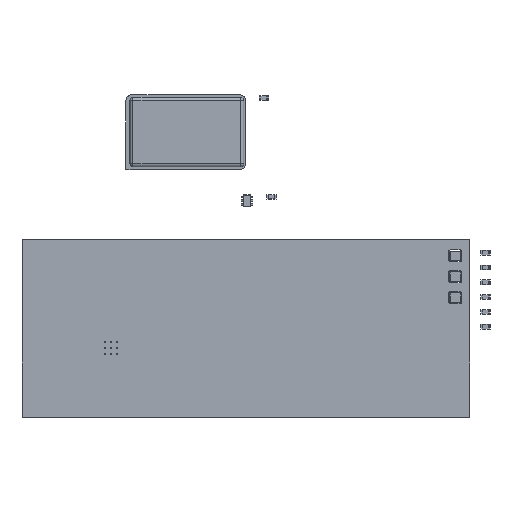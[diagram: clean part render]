
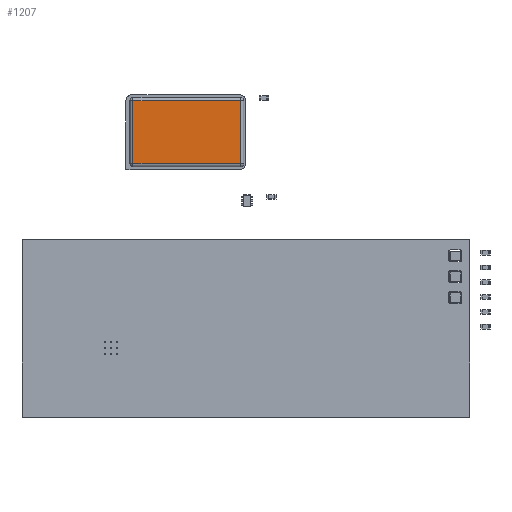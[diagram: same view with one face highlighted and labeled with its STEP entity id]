
A CAD part, top view. The second image highlights one B-rep face of the part: STEP entity #1207.
In plain terms, the highlighted planar face has unit normal (0, 0, 1).
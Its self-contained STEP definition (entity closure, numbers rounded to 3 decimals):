
#1008 = VERTEX_POINT('',#1009);
#1009 = CARTESIAN_POINT('',(16.835,9.225,5.88));
#1034 = EDGE_CURVE('',#1035,#1008,#1037,.T.);
#1035 = VERTEX_POINT('',#1036);
#1036 = CARTESIAN_POINT('',(16.835,-1.475,5.88));
#1037 = LINE('',#1038,#1039);
#1038 = CARTESIAN_POINT('',(16.835,-1.475,5.88));
#1039 = VECTOR('',#1040,1.);
#1040 = DIRECTION('',(0.,1.,0.));
#1076 = EDGE_CURVE('',#1077,#1035,#1079,.T.);
#1077 = VERTEX_POINT('',#1078);
#1078 = CARTESIAN_POINT('',(-1.465,-1.475,5.88));
#1079 = LINE('',#1080,#1081);
#1080 = CARTESIAN_POINT('',(-1.465,-1.475,5.88));
#1081 = VECTOR('',#1082,1.);
#1082 = DIRECTION('',(1.,0.,0.));
#1118 = EDGE_CURVE('',#1119,#1077,#1121,.T.);
#1119 = VERTEX_POINT('',#1120);
#1120 = CARTESIAN_POINT('',(-1.465,9.225,5.88));
#1121 = LINE('',#1122,#1123);
#1122 = CARTESIAN_POINT('',(-1.465,9.225,5.88));
#1123 = VECTOR('',#1124,1.);
#1124 = DIRECTION('',(0.,-1.,0.));
#1160 = EDGE_CURVE('',#1008,#1119,#1161,.T.);
#1161 = LINE('',#1162,#1163);
#1162 = CARTESIAN_POINT('',(16.835,9.225,5.88));
#1163 = VECTOR('',#1164,1.);
#1164 = DIRECTION('',(-1.,0.,0.));
#1207 = ADVANCED_FACE('',(#1208),#1214,.F.);
#1208 = FACE_BOUND('',#1209,.F.);
#1209 = EDGE_LOOP('',(#1210,#1211,#1212,#1213));
#1210 = ORIENTED_EDGE('',*,*,#1076,.F.);
#1211 = ORIENTED_EDGE('',*,*,#1118,.F.);
#1212 = ORIENTED_EDGE('',*,*,#1160,.F.);
#1213 = ORIENTED_EDGE('',*,*,#1034,.F.);
#1214 = PLANE('',#1215);
#1215 = AXIS2_PLACEMENT_3D('',#1216,#1217,#1218);
#1216 = CARTESIAN_POINT('',(-1.465,-1.975,5.88));
#1217 = DIRECTION('',(0.,0.,-1.));
#1218 = DIRECTION('',(-1.,0.,0.));
